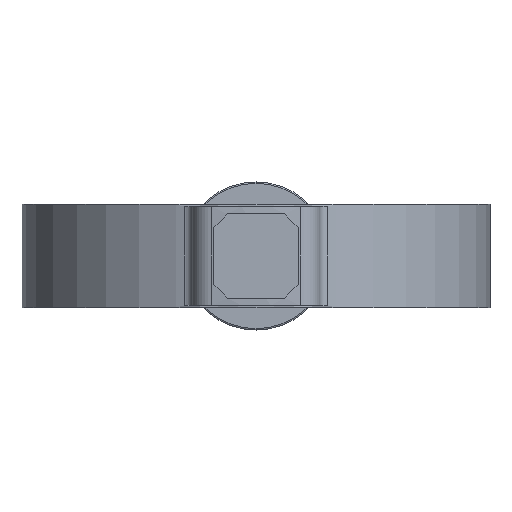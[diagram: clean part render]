
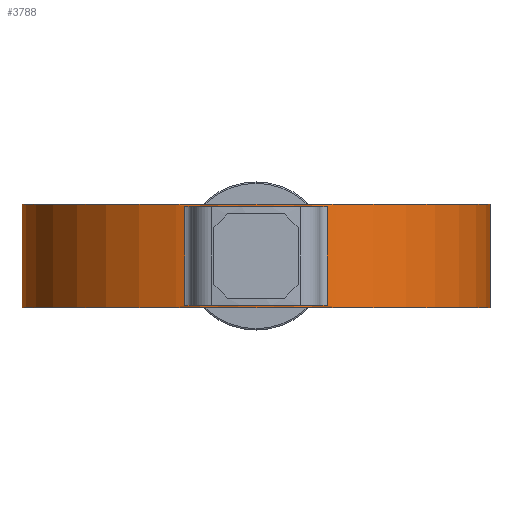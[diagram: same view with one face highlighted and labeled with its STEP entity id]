
A CAD part, front view. The second image highlights one B-rep face of the part: STEP entity #3788.
In plain terms, the highlighted cylindrical face has radius 347.5 mm (diameter 695 mm), a partial arc.
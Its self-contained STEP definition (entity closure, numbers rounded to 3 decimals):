
#59 = EDGE_LOOP ( 'NONE', ( #3940, #3941, #3942, #3943 ) ) ;
#71 = EDGE_LOOP ( 'NONE', ( #3944, #3945, #3946, #3947 ) ) ;
#195 = VERTEX_POINT ( 'NONE', #6015 ) ;
#256 = VERTEX_POINT ( 'NONE', #3208 ) ;
#257 = VERTEX_POINT ( 'NONE', #3207 ) ;
#261 = VERTEX_POINT ( 'NONE', #3190 ) ;
#281 = VERTEX_POINT ( 'NONE', #3259 ) ;
#282 = VERTEX_POINT ( 'NONE', #3258 ) ;
#944 = AXIS2_PLACEMENT_3D ( 'NONE', #5740, #5741, #5733 ) ;
#1114 = DIRECTION ( 'NONE',  ( 0., 0., 1. ) ) ;
#1118 = CARTESIAN_POINT ( 'NONE',  ( -105.448, -331.115, 76.5 ) ) ;
#1120 = CARTESIAN_POINT ( 'NONE',  ( 0., 0., 73.5 ) ) ;
#1121 = DIRECTION ( 'NONE',  ( 0., 0., -1. ) ) ;
#1122 = DIRECTION ( 'NONE',  ( -1., 0., 0. ) ) ;
#1124 = CARTESIAN_POINT ( 'NONE',  ( 0., 0., -73.5 ) ) ;
#1125 = DIRECTION ( 'NONE',  ( 0., 0., -1. ) ) ;
#1126 = DIRECTION ( 'NONE',  ( -1., 0., 0. ) ) ;
#1127 = CARTESIAN_POINT ( 'NONE',  ( 0., 0., -76.5 ) ) ;
#1128 = DIRECTION ( 'NONE',  ( 0., 0., 1. ) ) ;
#1129 = DIRECTION ( 'NONE',  ( 1., 0., 0. ) ) ;
#1130 = CARTESIAN_POINT ( 'NONE',  ( 0., 0., 76.5 ) ) ;
#1131 = DIRECTION ( 'NONE',  ( 0., 0., 1. ) ) ;
#1132 = DIRECTION ( 'NONE',  ( 1., 0., 0. ) ) ;
#1580 = EDGE_CURVE ( 'NONE', #256, #261, #2100, .T. ) ;
#1581 = EDGE_CURVE ( 'NONE', #256, #195, #2095, .T. ) ;
#1582 = EDGE_CURVE ( 'NONE', #257, #195, #2103, .T. ) ;
#1583 = EDGE_CURVE ( 'NONE', #261, #257, #2104, .T. ) ;
#1584 = EDGE_CURVE ( 'NONE', #281, #4148, #2106, .T. ) ;
#1585 = EDGE_CURVE ( 'NONE', #282, #4171, #2101, .T. ) ;
#2095 = CIRCLE ( 'NONE', #6069, 347.5 ) ;
#2100 = LINE ( 'NONE', #3905, #2102 ) ;
#2101 = CIRCLE ( 'NONE', #6072, 347.5 ) ;
#2102 = VECTOR ( 'NONE', #3906, 1000. ) ;
#2103 = LINE ( 'NONE', #1118, #2105 ) ;
#2104 = CIRCLE ( 'NONE', #6070, 347.5 ) ;
#2105 = VECTOR ( 'NONE', #1114, 1000. ) ;
#2106 = CIRCLE ( 'NONE', #6071, 347.5 ) ;
#2183 = LINE ( 'NONE', #4933, #2185 ) ;
#2185 = VECTOR ( 'NONE', #4932, 1000. ) ;
#2312 = FACE_OUTER_BOUND ( 'NONE', #59, .T. ) ;
#2318 = FACE_BOUND ( 'NONE', #71, .T. ) ;
#2320 = CYLINDRICAL_SURFACE ( 'NONE', #944, 347.5 ) ;
#3190 = CARTESIAN_POINT ( 'NONE',  ( 105.448, -331.115, -73.5 ) ) ;
#3207 = CARTESIAN_POINT ( 'NONE',  ( -105.448, -331.115, -73.5 ) ) ;
#3208 = CARTESIAN_POINT ( 'NONE',  ( 105.448, -331.115, 73.5 ) ) ;
#3258 = CARTESIAN_POINT ( 'NONE',  ( -347.5, 0., 76.5 ) ) ;
#3259 = CARTESIAN_POINT ( 'NONE',  ( -347.5, 0., -76.5 ) ) ;
#3659 = EDGE_CURVE ( 'NONE', #282, #281, #2183, .T. ) ;
#3788 = ADVANCED_FACE ( 'NONE', ( #2312, #2318 ), #2320, .T. ) ;
#3905 = CARTESIAN_POINT ( 'NONE',  ( 105.448, -331.115, 76.5 ) ) ;
#3906 = DIRECTION ( 'NONE',  ( 0., 0., -1. ) ) ;
#3940 = ORIENTED_EDGE ( 'NONE', *, *, #5335, .F. ) ;
#3941 = ORIENTED_EDGE ( 'NONE', *, *, #1585, .F. ) ;
#3942 = ORIENTED_EDGE ( 'NONE', *, *, #3659, .T. ) ;
#3943 = ORIENTED_EDGE ( 'NONE', *, *, #1584, .T. ) ;
#3944 = ORIENTED_EDGE ( 'NONE', *, *, #1583, .T. ) ;
#3945 = ORIENTED_EDGE ( 'NONE', *, *, #1582, .T. ) ;
#3946 = ORIENTED_EDGE ( 'NONE', *, *, #1581, .F. ) ;
#3947 = ORIENTED_EDGE ( 'NONE', *, *, #1580, .T. ) ;
#4148 = VERTEX_POINT ( 'NONE', #5835 ) ;
#4171 = VERTEX_POINT ( 'NONE', #5858 ) ;
#4932 = DIRECTION ( 'NONE',  ( 0., 0., -1. ) ) ;
#4933 = CARTESIAN_POINT ( 'NONE',  ( -347.5, 0., 76.5 ) ) ;
#5335 = EDGE_CURVE ( 'NONE', #4171, #4148, #5412, .T. ) ;
#5412 = LINE ( 'NONE', #5560, #5416 ) ;
#5416 = VECTOR ( 'NONE', #5559, 1000. ) ;
#5559 = DIRECTION ( 'NONE',  ( 0., 0., -1. ) ) ;
#5560 = CARTESIAN_POINT ( 'NONE',  ( 347.5, 0., 76.5 ) ) ;
#5733 = DIRECTION ( 'NONE',  ( -1., 0., 0. ) ) ;
#5740 = CARTESIAN_POINT ( 'NONE',  ( 0., 0., 76.5 ) ) ;
#5741 = DIRECTION ( 'NONE',  ( 0., 0., -1. ) ) ;
#5835 = CARTESIAN_POINT ( 'NONE',  ( 347.5, 0., -76.5 ) ) ;
#5858 = CARTESIAN_POINT ( 'NONE',  ( 347.5, 0., 76.5 ) ) ;
#6015 = CARTESIAN_POINT ( 'NONE',  ( -105.448, -331.115, 73.5 ) ) ;
#6069 = AXIS2_PLACEMENT_3D ( 'NONE', #1120, #1121, #1122 ) ;
#6070 = AXIS2_PLACEMENT_3D ( 'NONE', #1124, #1125, #1126 ) ;
#6071 = AXIS2_PLACEMENT_3D ( 'NONE', #1127, #1128, #1129 ) ;
#6072 = AXIS2_PLACEMENT_3D ( 'NONE', #1130, #1131, #1132 ) ;
